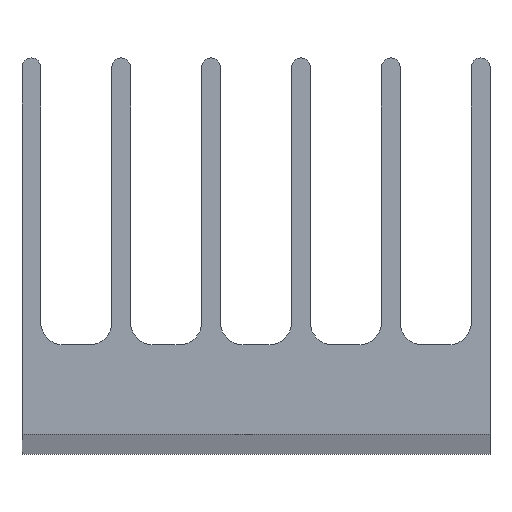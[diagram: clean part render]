
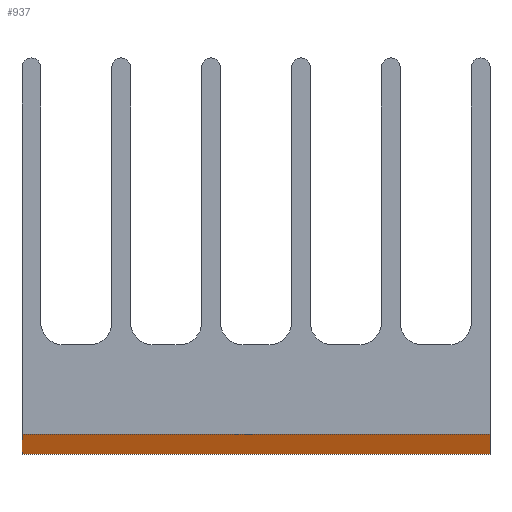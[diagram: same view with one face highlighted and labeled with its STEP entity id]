
A CAD part, top view. The second image highlights one B-rep face of the part: STEP entity #937.
In plain terms, the highlighted planar face has unit normal (0, -1, 0).
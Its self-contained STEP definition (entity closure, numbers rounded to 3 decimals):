
#35=PLANE('',#1031);
#81=FACE_OUTER_BOUND('',#129,.T.);
#129=EDGE_LOOP('',(#843,#844,#845,#846));
#143=LINE('',#1339,#237);
#189=LINE('',#1514,#283);
#227=LINE('',#1587,#321);
#228=LINE('',#1588,#322);
#237=VECTOR('',#1057,41.4);
#283=VECTOR('',#1193,41.4);
#321=VECTOR('',#1301,1000.);
#322=VECTOR('',#1302,1000.);
#375=VERTEX_POINT('',#1336);
#376=VERTEX_POINT('',#1338);
#459=VERTEX_POINT('',#1511);
#460=VERTEX_POINT('',#1513);
#469=EDGE_CURVE('',#376,#375,#143,.T.);
#557=EDGE_CURVE('',#459,#460,#189,.T.);
#595=EDGE_CURVE('',#376,#459,#227,.T.);
#596=EDGE_CURVE('',#375,#460,#228,.T.);
#843=ORIENTED_EDGE('',*,*,#557,.F.);
#844=ORIENTED_EDGE('',*,*,#595,.F.);
#845=ORIENTED_EDGE('',*,*,#469,.T.);
#846=ORIENTED_EDGE('',*,*,#596,.T.);
#937=ADVANCED_FACE('',(#81),#35,.T.);
#1031=AXIS2_PLACEMENT_3D('',#1586,#1299,#1300);
#1057=DIRECTION('',(1.,0.,0.));
#1193=DIRECTION('',(1.,0.,0.));
#1299=DIRECTION('center_axis',(0.,-1.,0.));
#1300=DIRECTION('ref_axis',(1.,0.,0.));
#1301=DIRECTION('',(0.,0.,1.));
#1302=DIRECTION('',(0.,0.,1.));
#1336=CARTESIAN_POINT('',(20.7,0.,0.));
#1338=CARTESIAN_POINT('',(-20.7,0.,0.));
#1339=CARTESIAN_POINT('',(-20.7,0.,0.));
#1511=CARTESIAN_POINT('',(-20.7,0.,1000.));
#1513=CARTESIAN_POINT('',(20.7,0.,1000.));
#1514=CARTESIAN_POINT('',(-20.7,0.,1000.));
#1586=CARTESIAN_POINT('Origin',(-20.7,0.,0.));
#1587=CARTESIAN_POINT('',(-20.7,0.,0.));
#1588=CARTESIAN_POINT('',(20.7,0.,0.));
